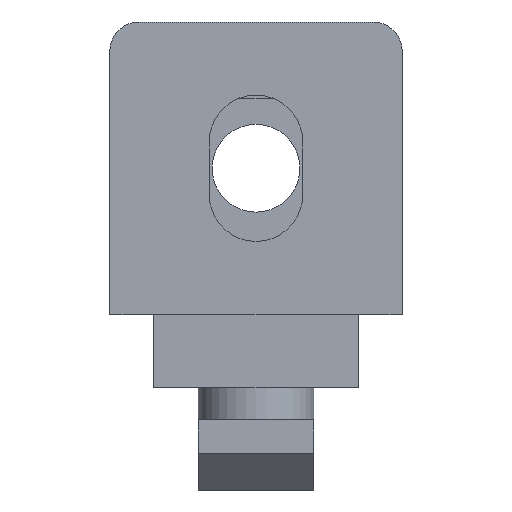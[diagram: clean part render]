
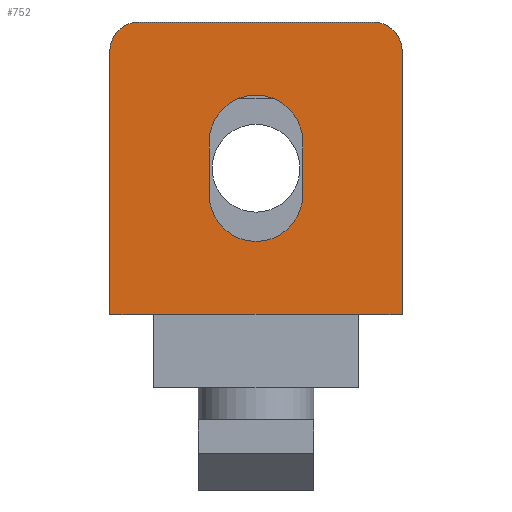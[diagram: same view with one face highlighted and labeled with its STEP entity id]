
A CAD part, front view. The second image highlights one B-rep face of the part: STEP entity #752.
In plain terms, the highlighted planar face has unit normal (0, -1, 0).
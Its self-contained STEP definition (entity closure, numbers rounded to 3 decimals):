
#3 = CIRCLE ( 'NONE', #517, 3.2 ) ;
#8 = FACE_BOUND ( 'NONE', #1415, .T. ) ;
#9 = CARTESIAN_POINT ( 'NONE',  ( 8., -8.5, 25. ) ) ;
#25 = CARTESIAN_POINT ( 'NONE',  ( 0., -8.5, 16.8 ) ) ;
#31 = DIRECTION ( 'NONE',  ( 0., 0., 1. ) ) ;
#35 = DIRECTION ( 'NONE',  ( 0., 0., -1. ) ) ;
#38 = VERTEX_POINT ( 'NONE', #883 ) ;
#48 = CARTESIAN_POINT ( 'NONE',  ( -3.2, -8.5, 13.2 ) ) ;
#54 = PLANE ( 'NONE',  #860 ) ;
#55 = LINE ( 'NONE', #1581, #199 ) ;
#63 = DIRECTION ( 'NONE',  ( -1., 0., 0. ) ) ;
#81 = CARTESIAN_POINT ( 'NONE',  ( -10., -8.5, 23. ) ) ;
#85 = DIRECTION ( 'NONE',  ( 0., 0., -1. ) ) ;
#104 = CARTESIAN_POINT ( 'NONE',  ( -8., -8.5, 25. ) ) ;
#105 = ORIENTED_EDGE ( 'NONE', *, *, #801, .F. ) ;
#117 = LINE ( 'NONE', #1275, #1237 ) ;
#126 = CIRCLE ( 'NONE', #1484, 3.2 ) ;
#127 = DIRECTION ( 'NONE',  ( 0., 0., 1. ) ) ;
#132 = CARTESIAN_POINT ( 'NONE',  ( -10., -8.5, 5. ) ) ;
#148 = VECTOR ( 'NONE', #615, 1000. ) ;
#149 = DIRECTION ( 'NONE',  ( 0., 0., -1. ) ) ;
#163 = VERTEX_POINT ( 'NONE', #1031 ) ;
#190 = LINE ( 'NONE', #197, #1308 ) ;
#197 = CARTESIAN_POINT ( 'NONE',  ( 10., -8.5, 23. ) ) ;
#199 = VECTOR ( 'NONE', #127, 1000. ) ;
#200 = LINE ( 'NONE', #104, #269 ) ;
#209 = DIRECTION ( 'NONE',  ( 0., 1., 0. ) ) ;
#235 = EDGE_CURVE ( 'NONE', #1024, #1084, #117, .T. ) ;
#260 = CARTESIAN_POINT ( 'NONE',  ( 8., -8.5, 23. ) ) ;
#263 = CIRCLE ( 'NONE', #707, 2. ) ;
#265 = CARTESIAN_POINT ( 'NONE',  ( 0., -8.5, 5. ) ) ;
#269 = VECTOR ( 'NONE', #1085, 1000. ) ;
#292 = ORIENTED_EDGE ( 'NONE', *, *, #1131, .T. ) ;
#313 = ORIENTED_EDGE ( 'NONE', *, *, #1472, .F. ) ;
#324 = VECTOR ( 'NONE', #713, 1000. ) ;
#341 = LINE ( 'NONE', #265, #590 ) ;
#403 = CARTESIAN_POINT ( 'NONE',  ( 7., -8.5, 5. ) ) ;
#416 = CARTESIAN_POINT ( 'NONE',  ( 0., -8.5, 10. ) ) ;
#422 = CARTESIAN_POINT ( 'NONE',  ( -8., -8.5, 25. ) ) ;
#435 = LINE ( 'NONE', #1306, #324 ) ;
#436 = VECTOR ( 'NONE', #31, 1000. ) ;
#455 = CARTESIAN_POINT ( 'NONE',  ( -8., -8.5, 23. ) ) ;
#475 = VERTEX_POINT ( 'NONE', #1577 ) ;
#517 = AXIS2_PLACEMENT_3D ( 'NONE', #906, #1506, #35 ) ;
#551 = EDGE_CURVE ( 'NONE', #1482, #818, #55, .T. ) ;
#555 = DIRECTION ( 'NONE',  ( 0., 0., -1. ) ) ;
#568 = ORIENTED_EDGE ( 'NONE', *, *, #1358, .F. ) ;
#571 = CIRCLE ( 'NONE', #766, 3.2 ) ;
#586 = ORIENTED_EDGE ( 'NONE', *, *, #1558, .T. ) ;
#587 = CARTESIAN_POINT ( 'NONE',  ( 3.2, -8.5, 13.2 ) ) ;
#590 = VECTOR ( 'NONE', #1587, 1000. ) ;
#615 = DIRECTION ( 'NONE',  ( 1., 0., 0. ) ) ;
#619 = ORIENTED_EDGE ( 'NONE', *, *, #551, .F. ) ;
#626 = CIRCLE ( 'NONE', #1537, 2. ) ;
#707 = AXIS2_PLACEMENT_3D ( 'NONE', #455, #1208, #1300 ) ;
#713 = DIRECTION ( 'NONE',  ( 0., 0., -1. ) ) ;
#723 = ORIENTED_EDGE ( 'NONE', *, *, #972, .T. ) ;
#752 = ADVANCED_FACE ( 'NONE', ( #8, #1423 ), #54, .T. ) ;
#766 = AXIS2_PLACEMENT_3D ( 'NONE', #1063, #209, #555 ) ;
#775 = ORIENTED_EDGE ( 'NONE', *, *, #235, .F. ) ;
#781 = ORIENTED_EDGE ( 'NONE', *, *, #1313, .F. ) ;
#801 = EDGE_CURVE ( 'NONE', #1178, #1466, #200, .T. ) ;
#818 = VERTEX_POINT ( 'NONE', #81 ) ;
#854 = ORIENTED_EDGE ( 'NONE', *, *, #1454, .F. ) ;
#860 = AXIS2_PLACEMENT_3D ( 'NONE', #922, #1520, #1163 ) ;
#867 = VERTEX_POINT ( 'NONE', #1309 ) ;
#868 = CARTESIAN_POINT ( 'NONE',  ( 10., -8.5, 5. ) ) ;
#876 = DIRECTION ( 'NONE',  ( 0., 0., -1. ) ) ;
#882 = DIRECTION ( 'NONE',  ( 0., 1., 0. ) ) ;
#883 = CARTESIAN_POINT ( 'NONE',  ( 3.2, -8.5, 16.8 ) ) ;
#906 = CARTESIAN_POINT ( 'NONE',  ( 0., -8.5, 13.2 ) ) ;
#922 = CARTESIAN_POINT ( 'NONE',  ( 0., -8.5, 14.571 ) ) ;
#972 = EDGE_CURVE ( 'NONE', #163, #1084, #1421, .T. ) ;
#976 = LINE ( 'NONE', #1039, #436 ) ;
#1024 = VERTEX_POINT ( 'NONE', #868 ) ;
#1031 = CARTESIAN_POINT ( 'NONE',  ( -7., -8.5, 5. ) ) ;
#1039 = CARTESIAN_POINT ( 'NONE',  ( -3.2, -8.5, 14.571 ) ) ;
#1063 = CARTESIAN_POINT ( 'NONE',  ( 0., -8.5, 13.2 ) ) ;
#1084 = VERTEX_POINT ( 'NONE', #403 ) ;
#1085 = DIRECTION ( 'NONE',  ( 1., 0., 0. ) ) ;
#1101 = EDGE_CURVE ( 'NONE', #1410, #1119, #3, .T. ) ;
#1119 = VERTEX_POINT ( 'NONE', #416 ) ;
#1131 = EDGE_CURVE ( 'NONE', #1160, #867, #976, .T. ) ;
#1160 = VERTEX_POINT ( 'NONE', #48 ) ;
#1163 = DIRECTION ( 'NONE',  ( 0., 0., -1. ) ) ;
#1178 = VERTEX_POINT ( 'NONE', #422 ) ;
#1199 = ORIENTED_EDGE ( 'NONE', *, *, #1234, .T. ) ;
#1208 = DIRECTION ( 'NONE',  ( 0., 1., 0. ) ) ;
#1215 = ORIENTED_EDGE ( 'NONE', *, *, #1445, .T. ) ;
#1234 = EDGE_CURVE ( 'NONE', #1119, #1160, #571, .T. ) ;
#1237 = VECTOR ( 'NONE', #63, 1000. ) ;
#1241 = EDGE_LOOP ( 'NONE', ( #313, #723, #775, #781, #854, #105, #568, #619 ) ) ;
#1275 = CARTESIAN_POINT ( 'NONE',  ( 0., -8.5, 5. ) ) ;
#1300 = DIRECTION ( 'NONE',  ( 0., 0., -1. ) ) ;
#1306 = CARTESIAN_POINT ( 'NONE',  ( 3.2, -8.5, 14.571 ) ) ;
#1308 = VECTOR ( 'NONE', #85, 1000. ) ;
#1309 = CARTESIAN_POINT ( 'NONE',  ( -3.2, -8.5, 16.8 ) ) ;
#1313 = EDGE_CURVE ( 'NONE', #475, #1024, #190, .T. ) ;
#1358 = EDGE_CURVE ( 'NONE', #818, #1178, #263, .T. ) ;
#1390 = ORIENTED_EDGE ( 'NONE', *, *, #1101, .T. ) ;
#1410 = VERTEX_POINT ( 'NONE', #587 ) ;
#1415 = EDGE_LOOP ( 'NONE', ( #1390, #1199, #292, #586, #1215 ) ) ;
#1421 = LINE ( 'NONE', #1570, #148 ) ;
#1423 = FACE_OUTER_BOUND ( 'NONE', #1241, .T. ) ;
#1445 = EDGE_CURVE ( 'NONE', #38, #1410, #435, .T. ) ;
#1454 = EDGE_CURVE ( 'NONE', #1466, #475, #626, .T. ) ;
#1458 = DIRECTION ( 'NONE',  ( 0., 1., 0. ) ) ;
#1466 = VERTEX_POINT ( 'NONE', #9 ) ;
#1472 = EDGE_CURVE ( 'NONE', #163, #1482, #341, .T. ) ;
#1482 = VERTEX_POINT ( 'NONE', #132 ) ;
#1484 = AXIS2_PLACEMENT_3D ( 'NONE', #25, #1458, #149 ) ;
#1506 = DIRECTION ( 'NONE',  ( 0., 1., 0. ) ) ;
#1520 = DIRECTION ( 'NONE',  ( 0., -1., 0. ) ) ;
#1537 = AXIS2_PLACEMENT_3D ( 'NONE', #260, #882, #876 ) ;
#1558 = EDGE_CURVE ( 'NONE', #867, #38, #126, .T. ) ;
#1570 = CARTESIAN_POINT ( 'NONE',  ( 0., -8.5, 5. ) ) ;
#1577 = CARTESIAN_POINT ( 'NONE',  ( 10., -8.5, 23. ) ) ;
#1581 = CARTESIAN_POINT ( 'NONE',  ( -10., -8.5, 5. ) ) ;
#1587 = DIRECTION ( 'NONE',  ( -1., 0., 0. ) ) ;
